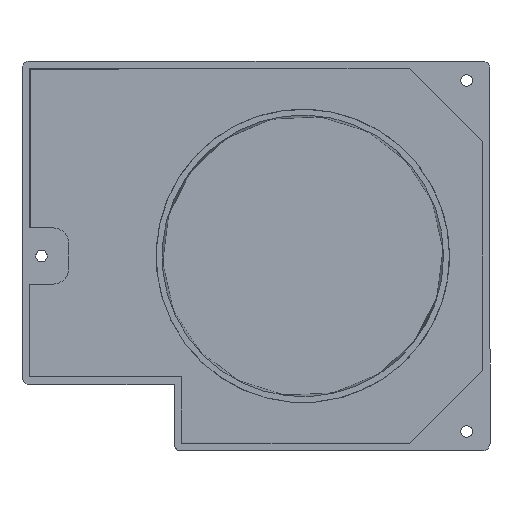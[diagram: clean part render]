
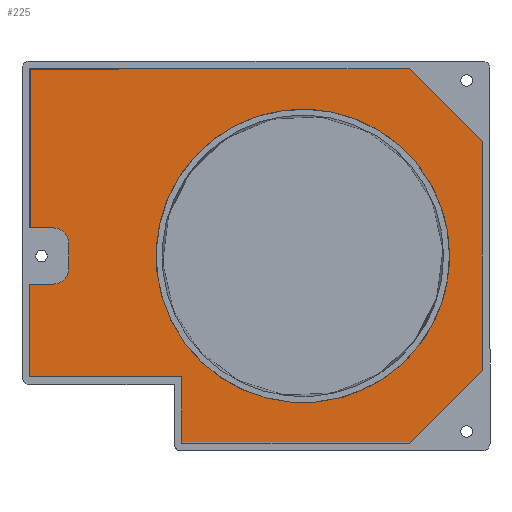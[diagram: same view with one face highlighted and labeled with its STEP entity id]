
A CAD part, top view. The second image highlights one B-rep face of the part: STEP entity #225.
In plain terms, the highlighted planar face has unit normal (0, 0, 1).
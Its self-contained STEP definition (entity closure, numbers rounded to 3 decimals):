
#68=CARTESIAN_POINT('',(-55.654,27.258,-1.));
#69=DIRECTION('',(0.0,0.0,1.0));
#70=DIRECTION('',(1.0,0.0,0.0));
#71=AXIS2_PLACEMENT_3D('',#68,#69,#70);
#72=PLANE('',#71);
#73=CARTESIAN_POINT('',(45.992,-29.258,-1.));
#74=VERTEX_POINT('',#73);
#75=CARTESIAN_POINT('',(27.497,-47.753,-1.));
#76=VERTEX_POINT('',#75);
#77=CARTESIAN_POINT('',(45.992,-29.258,-1.));
#78=DIRECTION('',(-0.707,-0.707,0.0));
#79=VECTOR('',#78,26.156);
#80=LINE('',#77,#79);
#81=EDGE_CURVE('',#74,#76,#80,.T.);
#82=ORIENTED_EDGE('',*,*,#81,.F.);
#83=CARTESIAN_POINT('',(45.992,29.258,-1.));
#84=VERTEX_POINT('',#83);
#85=CARTESIAN_POINT('',(45.992,29.258,-1.));
#86=DIRECTION('',(0.0,-1.0,0.0));
#87=VECTOR('',#86,58.516);
#88=LINE('',#85,#87);
#89=EDGE_CURVE('',#84,#74,#88,.T.);
#90=ORIENTED_EDGE('',*,*,#89,.F.);
#91=CARTESIAN_POINT('',(27.258,47.992,-1.));
#92=VERTEX_POINT('',#91);
#93=CARTESIAN_POINT('',(27.258,47.992,-1.));
#94=DIRECTION('',(0.707,-0.707,0.0));
#95=VECTOR('',#94,26.494);
#96=LINE('',#93,#95);
#97=EDGE_CURVE('',#92,#84,#96,.T.);
#98=ORIENTED_EDGE('',*,*,#97,.F.);
#99=CARTESIAN_POINT('',(-47.29,47.992,-1.));
#100=VERTEX_POINT('',#99);
#101=CARTESIAN_POINT('',(-47.29,47.992,-1.));
#102=DIRECTION('',(1.0,0.0,0.0));
#103=VECTOR('',#102,74.548);
#104=LINE('',#101,#103);
#105=EDGE_CURVE('',#100,#92,#104,.T.);
#106=ORIENTED_EDGE('',*,*,#105,.F.);
#107=CARTESIAN_POINT('',(-47.29,47.949,-1.));
#108=VERTEX_POINT('',#107);
#109=CARTESIAN_POINT('',(-47.29,47.949,-1.));
#110=DIRECTION('',(0.0,1.0,0.0));
#111=VECTOR('',#110,0.043);
#112=LINE('',#109,#111);
#113=EDGE_CURVE('',#108,#100,#112,.T.);
#114=ORIENTED_EDGE('',*,*,#113,.F.);
#115=CARTESIAN_POINT('',(-69.915,47.949,-1.));
#116=VERTEX_POINT('',#115);
#117=CARTESIAN_POINT('',(-69.915,47.949,-1.));
#118=DIRECTION('',(1.0,0.0,0.0));
#119=VECTOR('',#118,22.625);
#120=LINE('',#117,#119);
#121=EDGE_CURVE('',#116,#108,#120,.T.);
#122=ORIENTED_EDGE('',*,*,#121,.F.);
#123=CARTESIAN_POINT('',(-69.915,7.19,-1.));
#124=VERTEX_POINT('',#123);
#125=CARTESIAN_POINT('',(-69.915,7.19,-1.));
#126=DIRECTION('',(0.0,1.0,0.0));
#127=VECTOR('',#126,40.759);
#128=LINE('',#125,#127);
#129=EDGE_CURVE('',#124,#116,#128,.T.);
#130=ORIENTED_EDGE('',*,*,#129,.F.);
#131=CARTESIAN_POINT('',(-64.0,7.19,-1.));
#132=VERTEX_POINT('',#131);
#133=CARTESIAN_POINT('',(-64.0,7.19,-1.));
#134=DIRECTION('',(-1.0,0.0,0.0));
#135=VECTOR('',#134,5.915);
#136=LINE('',#133,#135);
#137=EDGE_CURVE('',#132,#124,#136,.T.);
#138=ORIENTED_EDGE('',*,*,#137,.F.);
#139=CARTESIAN_POINT('',(-60.01,3.2,-1.));
#140=VERTEX_POINT('',#139);
#141=CARTESIAN_POINT('',(-64.0,3.2,-1.));
#142=DIRECTION('',(0.0,0.0,1.0));
#143=DIRECTION('',(0.707,0.707,0.0));
#144=AXIS2_PLACEMENT_3D('',#141,#142,#143);
#145=CIRCLE('',#144,3.99);
#146=EDGE_CURVE('',#140,#132,#145,.T.);
#147=ORIENTED_EDGE('',*,*,#146,.F.);
#148=CARTESIAN_POINT('',(-60.01,-3.2,-1.));
#149=VERTEX_POINT('',#148);
#150=CARTESIAN_POINT('',(-60.01,-3.2,-1.));
#151=DIRECTION('',(0.0,1.0,0.0));
#152=VECTOR('',#151,6.4);
#153=LINE('',#150,#152);
#154=EDGE_CURVE('',#149,#140,#153,.T.);
#155=ORIENTED_EDGE('',*,*,#154,.F.);
#156=CARTESIAN_POINT('',(-64.0,-7.19,-1.));
#157=VERTEX_POINT('',#156);
#158=CARTESIAN_POINT('',(-64.0,-3.2,-1.));
#159=DIRECTION('',(0.0,0.0,1.0));
#160=DIRECTION('',(0.707,-0.707,0.0));
#161=AXIS2_PLACEMENT_3D('',#158,#159,#160);
#162=CIRCLE('',#161,3.99);
#163=EDGE_CURVE('',#157,#149,#162,.T.);
#164=ORIENTED_EDGE('',*,*,#163,.F.);
#165=CARTESIAN_POINT('',(-69.992,-7.19,-1.));
#166=VERTEX_POINT('',#165);
#167=CARTESIAN_POINT('',(-69.992,-7.19,-1.));
#168=DIRECTION('',(1.0,0.0,0.0));
#169=VECTOR('',#168,5.992);
#170=LINE('',#167,#169);
#171=EDGE_CURVE('',#166,#157,#170,.T.);
#172=ORIENTED_EDGE('',*,*,#171,.F.);
#173=CARTESIAN_POINT('',(-69.992,-30.982,-1.));
#174=VERTEX_POINT('',#173);
#175=CARTESIAN_POINT('',(-69.992,-30.982,-1.));
#176=DIRECTION('',(0.0,1.0,0.0));
#177=VECTOR('',#176,23.792);
#178=LINE('',#175,#177);
#179=EDGE_CURVE('',#174,#166,#178,.T.);
#180=ORIENTED_EDGE('',*,*,#179,.F.);
#181=CARTESIAN_POINT('',(-69.982,-30.992,-1.));
#182=VERTEX_POINT('',#181);
#183=CARTESIAN_POINT('',(-69.982,-30.982,-1.));
#184=DIRECTION('',(0.0,0.0,-1.0));
#185=DIRECTION('',(-0.707,-0.707,0.0));
#186=AXIS2_PLACEMENT_3D('',#183,#184,#185);
#187=ELLIPSE('',#186,0.01,0.01);
#188=EDGE_CURVE('',#182,#174,#187,.T.);
#189=ORIENTED_EDGE('',*,*,#188,.F.);
#190=CARTESIAN_POINT('',(-30.992,-30.992,-1.));
#191=VERTEX_POINT('',#190);
#192=CARTESIAN_POINT('',(-30.992,-30.992,-1.));
#193=DIRECTION('',(-1.0,0.0,0.0));
#194=VECTOR('',#193,38.99);
#195=LINE('',#192,#194);
#196=EDGE_CURVE('',#191,#182,#195,.T.);
#197=ORIENTED_EDGE('',*,*,#196,.F.);
#198=CARTESIAN_POINT('',(-30.992,-47.753,-1.0));
#199=VERTEX_POINT('',#198);
#200=CARTESIAN_POINT('',(-30.992,-47.753,-1.0));
#201=DIRECTION('',(0.0,1.0,0.0));
#202=VECTOR('',#201,16.761);
#203=LINE('',#200,#202);
#204=EDGE_CURVE('',#199,#191,#203,.T.);
#205=ORIENTED_EDGE('',*,*,#204,.F.);
#206=CARTESIAN_POINT('',(27.497,-47.753,-1.0));
#207=DIRECTION('',(-1.0,0.0,0.0));
#208=VECTOR('',#207,58.49);
#209=LINE('',#206,#208);
#210=EDGE_CURVE('',#76,#199,#209,.T.);
#211=ORIENTED_EDGE('',*,*,#210,.F.);
#212=EDGE_LOOP('',(#82,#90,#98,#106,#114,#122,#130,#138,#147,#155,#164,#172,#180,#189,#197,#205,#211));
#213=FACE_OUTER_BOUND('',#212,.T.);
#214=CARTESIAN_POINT('',(-9.152,-36.469,-1.));
#215=VERTEX_POINT('',#214);
#216=CARTESIAN_POINT('',(0.,0.,-1.));
#217=DIRECTION('',(0.0,0.0,1.0));
#218=DIRECTION('',(-1.0,0.0,0.0));
#219=AXIS2_PLACEMENT_3D('',#216,#217,#218);
#220=CIRCLE('',#219,37.6);
#221=EDGE_CURVE('',#215,#215,#220,.T.);
#222=ORIENTED_EDGE('',*,*,#221,.F.);
#223=EDGE_LOOP('',(#222));
#224=FACE_BOUND('',#223,.T.);
#225=ADVANCED_FACE('',(#213,#224),#72,.T.);
